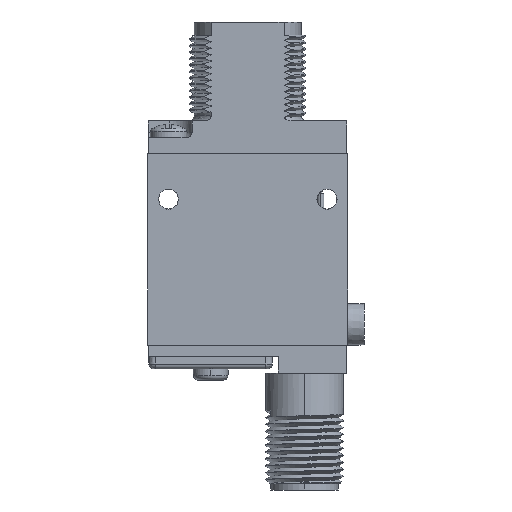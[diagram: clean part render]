
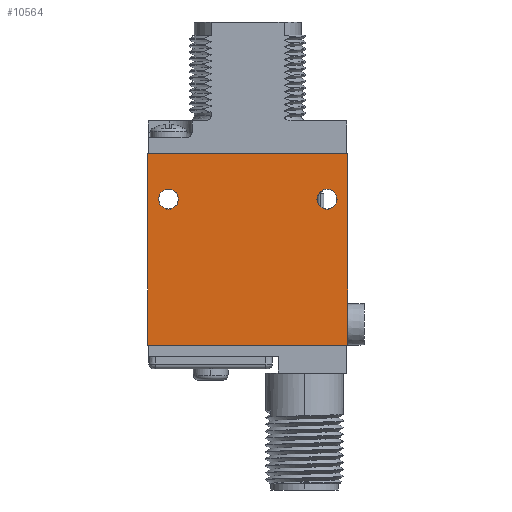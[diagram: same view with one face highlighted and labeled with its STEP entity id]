
A CAD part, left-side view. The second image highlights one B-rep face of the part: STEP entity #10564.
In plain terms, the highlighted planar face has unit normal (-1, 0, 0).
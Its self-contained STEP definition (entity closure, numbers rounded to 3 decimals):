
#1=DIRECTION('',(0.,-1.,0.));
#2=VECTOR('',#1,0.127);
#3=CARTESIAN_POINT('',(-6.02,-15.291,0.));
#4=LINE('',#3,#2);
#5=DIRECTION('',(0.,0.,-1.));
#6=VECTOR('',#5,29.464);
#7=CARTESIAN_POINT('',(-6.02,-15.418,0.));
#8=LINE('',#7,#6);
#9=DIRECTION('',(0.,1.,0.));
#10=VECTOR('',#9,30.785);
#11=CARTESIAN_POINT('',(-6.02,-15.418,-29.464));
#12=LINE('',#11,#10);
#13=DIRECTION('',(0.,0.,1.));
#14=VECTOR('',#13,29.464);
#15=CARTESIAN_POINT('',(-6.02,15.367,-29.464));
#16=LINE('',#15,#14);
#17=DIRECTION('',(0.,-1.,0.));
#18=VECTOR('',#17,0.076);
#19=CARTESIAN_POINT('',(-6.02,15.367,0.));
#20=LINE('',#19,#18);
#21=DIRECTION('',(0.,-1.,0.));
#22=VECTOR('',#21,30.582);
#23=CARTESIAN_POINT('',(-6.02,15.291,0.));
#24=LINE('',#23,#22);
#25=CARTESIAN_POINT('',(-6.02,12.192,-6.985));
#26=DIRECTION('',(1.,0.,0.));
#27=DIRECTION('',(0.,0.,-1.));
#28=AXIS2_PLACEMENT_3D('',#25,#26,#27);
#30=CARTESIAN_POINT('',(-6.02,12.192,-6.985));
#31=DIRECTION('',(1.,0.,0.));
#32=DIRECTION('',(0.,0.,1.));
#33=AXIS2_PLACEMENT_3D('',#30,#31,#32);
#35=CARTESIAN_POINT('',(-6.02,-12.243,-6.985));
#36=DIRECTION('',(1.,0.,0.));
#37=DIRECTION('',(0.,0.,-1.));
#38=AXIS2_PLACEMENT_3D('',#35,#36,#37);
#40=CARTESIAN_POINT('',(-6.02,-12.243,-6.985));
#41=DIRECTION('',(1.,0.,0.));
#42=DIRECTION('',(0.,0.,1.));
#43=AXIS2_PLACEMENT_3D('',#40,#41,#42);
#9642=CARTESIAN_POINT('',(-6.02,-15.418,0.));
#9643=CARTESIAN_POINT('',(-6.02,-15.418,-29.464));
#9644=VERTEX_POINT('',#9642);
#9645=VERTEX_POINT('',#9643);
#9646=CARTESIAN_POINT('',(-6.02,15.367,-29.464));
#9647=VERTEX_POINT('',#9646);
#9648=CARTESIAN_POINT('',(-6.02,15.367,0.));
#9649=VERTEX_POINT('',#9648);
#9658=CARTESIAN_POINT('',(-6.02,12.192,-8.535));
#9659=CARTESIAN_POINT('',(-6.02,12.192,-5.435));
#9660=VERTEX_POINT('',#9658);
#9661=VERTEX_POINT('',#9659);
#9662=CARTESIAN_POINT('',(-6.02,-12.243,-8.535));
#9663=CARTESIAN_POINT('',(-6.02,-12.243,-5.435));
#9664=VERTEX_POINT('',#9662);
#9665=VERTEX_POINT('',#9663);
#10070=CARTESIAN_POINT('',(-6.02,15.291,0.));
#10071=CARTESIAN_POINT('',(-6.02,-15.291,0.));
#10072=VERTEX_POINT('',#10070);
#10073=VERTEX_POINT('',#10071);
#10533=CARTESIAN_POINT('',(-6.02,-15.418,0.));
#10534=DIRECTION('',(1.,0.,0.));
#10535=DIRECTION('',(0.,0.,-1.));
#10536=AXIS2_PLACEMENT_3D('',#10533,#10534,#10535);
#10537=PLANE('',#10536);
#10539=ORIENTED_EDGE('',*,*,#10538,.T.);
#10541=ORIENTED_EDGE('',*,*,#10540,.T.);
#10543=ORIENTED_EDGE('',*,*,#10542,.T.);
#10545=ORIENTED_EDGE('',*,*,#10544,.T.);
#10547=ORIENTED_EDGE('',*,*,#10546,.T.);
#10549=ORIENTED_EDGE('',*,*,#10548,.T.);
#10550=EDGE_LOOP('',(#10539,#10541,#10543,#10545,#10547,#10549));
#10551=FACE_OUTER_BOUND('',#10550,.F.);
#10553=ORIENTED_EDGE('',*,*,#10552,.F.);
#10555=ORIENTED_EDGE('',*,*,#10554,.F.);
#10556=EDGE_LOOP('',(#10553,#10555));
#10557=FACE_BOUND('',#10556,.F.);
#10559=ORIENTED_EDGE('',*,*,#10558,.F.);
#10561=ORIENTED_EDGE('',*,*,#10560,.F.);
#10562=EDGE_LOOP('',(#10559,#10561));
#10563=FACE_BOUND('',#10562,.F.);
#10564=ADVANCED_FACE('',(#10551,#10557,#10563),#10537,.F.);
#29=CIRCLE('',#28,1.55);
#34=CIRCLE('',#33,1.55);
#39=CIRCLE('',#38,1.55);
#44=CIRCLE('',#43,1.55);
#10538=EDGE_CURVE('',#10073,#9644,#4,.T.);
#10540=EDGE_CURVE('',#9644,#9645,#8,.T.);
#10542=EDGE_CURVE('',#9645,#9647,#12,.T.);
#10544=EDGE_CURVE('',#9647,#9649,#16,.T.);
#10546=EDGE_CURVE('',#9649,#10072,#20,.T.);
#10548=EDGE_CURVE('',#10072,#10073,#24,.T.);
#10552=EDGE_CURVE('',#9660,#9661,#29,.T.);
#10554=EDGE_CURVE('',#9661,#9660,#34,.T.);
#10558=EDGE_CURVE('',#9664,#9665,#39,.T.);
#10560=EDGE_CURVE('',#9665,#9664,#44,.T.);
